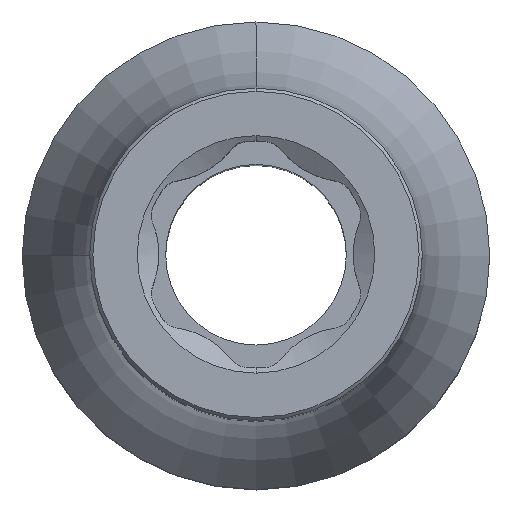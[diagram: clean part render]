
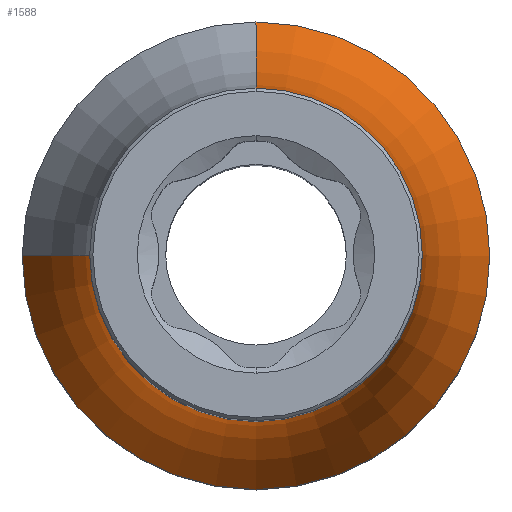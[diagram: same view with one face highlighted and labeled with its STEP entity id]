
A CAD part, top view. The second image highlights one B-rep face of the part: STEP entity #1588.
In plain terms, the highlighted toroidal (fillet/blend) face has major radius 55.65 mm and minor radius 40 mm.
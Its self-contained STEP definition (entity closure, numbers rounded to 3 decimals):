
#406=CARTESIAN_POINT('',(0.,0.,26.));
#407=DIRECTION('',(0.,0.,1.));
#408=DIRECTION('',(1.,0.,0.));
#409=AXIS2_PLACEMENT_3D('',#406,#407,#408);
#435=CARTESIAN_POINT('',(0.,0.,47.626));
#436=DIRECTION('',(0.,0.,1.));
#437=DIRECTION('',(0.,-1.,0.));
#438=AXIS2_PLACEMENT_3D('',#435,#436,#437);
#440=CARTESIAN_POINT('',(0.,0.,26.));
#441=DIRECTION('',(0.,0.,-1.));
#442=DIRECTION('',(1.,0.,0.));
#443=AXIS2_PLACEMENT_3D('',#440,#441,#442);
#445=CARTESIAN_POINT('',(-55.65,0.,47.626));
#446=DIRECTION('',(0.,-1.,0.));
#447=DIRECTION('',(0.841,0.,-0.541));
#448=AXIS2_PLACEMENT_3D('',#445,#446,#447);
#916=CARTESIAN_POINT('',(0.,0.,47.626));
#917=DIRECTION('',(0.,0.,1.));
#918=DIRECTION('',(-1.,0.,0.));
#919=AXIS2_PLACEMENT_3D('',#916,#917,#918);
#926=CARTESIAN_POINT('',(0.,55.65,47.626));
#927=DIRECTION('',(-1.,0.,0.));
#928=DIRECTION('',(0.,-0.841,-0.541));
#929=AXIS2_PLACEMENT_3D('',#926,#927,#928);
#1015=CARTESIAN_POINT('',(22.,0.,26.));
#1016=CARTESIAN_POINT('',(0.,22.,26.));
#1017=VERTEX_POINT('',#1015);
#1018=VERTEX_POINT('',#1016);
#1019=CARTESIAN_POINT('',(-22.,0.,26.));
#1020=VERTEX_POINT('',#1019);
#1021=CARTESIAN_POINT('',(0.,15.65,47.626));
#1022=CARTESIAN_POINT('',(-15.65,0.,47.626));
#1023=VERTEX_POINT('',#1021);
#1024=VERTEX_POINT('',#1022);
#1025=CARTESIAN_POINT('',(0.,-15.65,47.626));
#1026=VERTEX_POINT('',#1025);
#1571=CARTESIAN_POINT('',(0.,0.,47.626));
#1572=DIRECTION('',(0.,0.,1.));
#1573=DIRECTION('',(-0.012,-1.,0.));
#1574=AXIS2_PLACEMENT_3D('',#1571,#1572,#1573);
#1575=TOROIDAL_SURFACE('',#1574,55.65,40.);
#1577=ORIENTED_EDGE('',*,*,#1576,.T.);
#1579=ORIENTED_EDGE('',*,*,#1578,.F.);
#1580=ORIENTED_EDGE('',*,*,#1549,.F.);
#1581=ORIENTED_EDGE('',*,*,#1500,.T.);
#1583=ORIENTED_EDGE('',*,*,#1582,.T.);
#1585=ORIENTED_EDGE('',*,*,#1584,.T.);
#1586=EDGE_LOOP('',(#1577,#1579,#1580,#1581,#1583,#1585));
#1587=FACE_OUTER_BOUND('',#1586,.F.);
#1588=ADVANCED_FACE('',(#1587),#1575,.F.);
#410=CIRCLE('',#409,22.);
#439=CIRCLE('',#438,15.65);
#444=CIRCLE('',#443,22.);
#449=CIRCLE('',#448,40.);
#920=CIRCLE('',#919,15.65);
#930=CIRCLE('',#929,40.);
#1500=EDGE_CURVE('',#1017,#1020,#444,.T.);
#1549=EDGE_CURVE('',#1017,#1018,#410,.T.);
#1576=EDGE_CURVE('',#1026,#1023,#439,.T.);
#1578=EDGE_CURVE('',#1018,#1023,#930,.T.);
#1582=EDGE_CURVE('',#1020,#1024,#449,.T.);
#1584=EDGE_CURVE('',#1024,#1026,#920,.T.);
